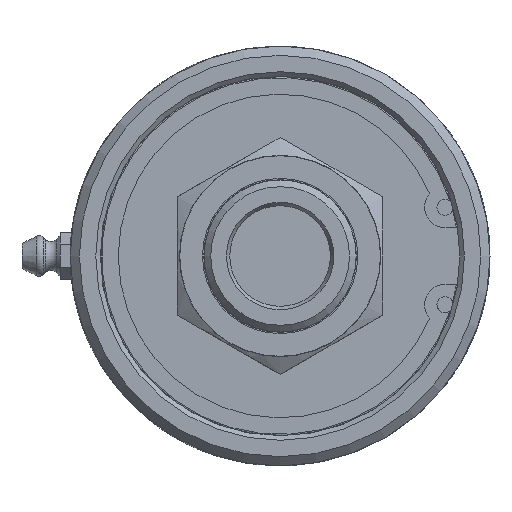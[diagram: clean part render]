
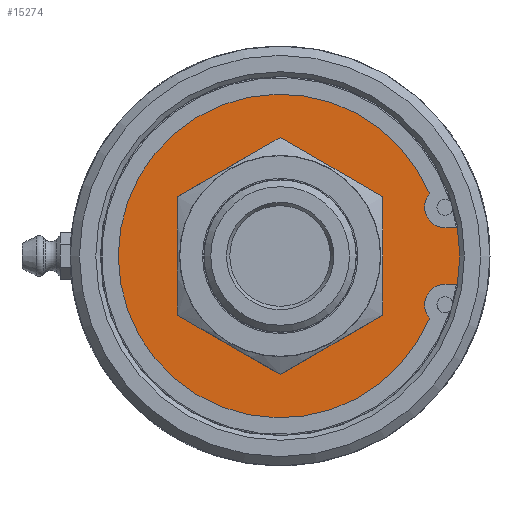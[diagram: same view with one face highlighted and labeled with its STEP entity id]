
A CAD part, left-side view. The second image highlights one B-rep face of the part: STEP entity #15274.
In plain terms, the highlighted planar face has unit normal (-1, 0, 0).
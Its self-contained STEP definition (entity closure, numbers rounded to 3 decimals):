
#169=FACE_BOUND('',#4828,.T.);
#1705=LINE('',#24966,#2720);
#1706=LINE('',#24974,#2721);
#2720=VECTOR('',#17938,10.);
#2721=VECTOR('',#17945,10.);
#3863=FACE_OUTER_BOUND('',#4827,.T.);
#4827=EDGE_LOOP('',(#11111,#11112,#11113,#11114,#11115,#11116));
#4828=EDGE_LOOP('',(#11117));
#5882=CIRCLE('',#16377,17.5);
#5902=CIRCLE('',#16419,3.556);
#5903=CIRCLE('',#16420,28.142);
#5904=CIRCLE('',#16421,3.556);
#5905=CIRCLE('',#16422,33.45);
#6857=VERTEX_POINT('',#24830);
#6890=VERTEX_POINT('',#24964);
#6891=VERTEX_POINT('',#24965);
#6892=VERTEX_POINT('',#24967);
#6893=VERTEX_POINT('',#24969);
#6894=VERTEX_POINT('',#24971);
#6895=VERTEX_POINT('',#24973);
#8493=EDGE_CURVE('',#6857,#6857,#5882,.T.);
#8544=EDGE_CURVE('',#6890,#6891,#1705,.T.);
#8545=EDGE_CURVE('',#6891,#6892,#5902,.T.);
#8546=EDGE_CURVE('',#6892,#6893,#5903,.T.);
#8547=EDGE_CURVE('',#6893,#6894,#5904,.T.);
#8548=EDGE_CURVE('',#6894,#6895,#1706,.T.);
#8549=EDGE_CURVE('',#6895,#6890,#5905,.T.);
#11111=ORIENTED_EDGE('',*,*,#8544,.T.);
#11112=ORIENTED_EDGE('',*,*,#8545,.T.);
#11113=ORIENTED_EDGE('',*,*,#8546,.T.);
#11114=ORIENTED_EDGE('',*,*,#8547,.T.);
#11115=ORIENTED_EDGE('',*,*,#8548,.T.);
#11116=ORIENTED_EDGE('',*,*,#8549,.T.);
#11117=ORIENTED_EDGE('',*,*,#8493,.T.);
#14849=PLANE('',#16418);
#15274=ADVANCED_FACE('',(#3863,#169),#14849,.F.);
#16377=AXIS2_PLACEMENT_3D('',#24831,#17837,#17838);
#16418=AXIS2_PLACEMENT_3D('',#24963,#17936,#17937);
#16419=AXIS2_PLACEMENT_3D('',#24968,#17939,#17940);
#16420=AXIS2_PLACEMENT_3D('',#24970,#17941,#17942);
#16421=AXIS2_PLACEMENT_3D('',#24972,#17943,#17944);
#16422=AXIS2_PLACEMENT_3D('',#24975,#17946,#17947);
#17837=DIRECTION('center_axis',(1.,0.,0.));
#17838=DIRECTION('ref_axis',(0.,1.,0.));
#17936=DIRECTION('center_axis',(1.,0.,0.));
#17937=DIRECTION('ref_axis',(0.,0.,-1.));
#17938=DIRECTION('',(0.,1.,0.));
#17939=DIRECTION('center_axis',(1.,0.,0.));
#17940=DIRECTION('ref_axis',(0.,0.754,0.657));
#17941=DIRECTION('center_axis',(-1.,0.,0.));
#17942=DIRECTION('ref_axis',(0.,0.924,-0.384));
#17943=DIRECTION('center_axis',(1.,0.,0.));
#17944=DIRECTION('ref_axis',(0.,0.,1.));
#17945=DIRECTION('',(0.,-1.,0.));
#17946=DIRECTION('center_axis',(-1.,0.,0.));
#17947=DIRECTION('ref_axis',(0.,1.,0.));
#24830=CARTESIAN_POINT('',(4.775,-17.5,0.));
#24831=CARTESIAN_POINT('Origin',(4.775,0.,0.));
#24963=CARTESIAN_POINT('Origin',(4.775,24.275,0.));
#24964=CARTESIAN_POINT('',(4.775,-33.089,4.902));
#24965=CARTESIAN_POINT('',(4.775,-28.672,4.902));
#24966=CARTESIAN_POINT('',(4.775,-2.199,4.902));
#24967=CARTESIAN_POINT('',(4.775,-25.99,10.793));
#24968=CARTESIAN_POINT('Origin',(4.775,-28.672,8.458));
#24969=CARTESIAN_POINT('',(4.775,-25.99,-10.793));
#24970=CARTESIAN_POINT('Origin',(4.775,0.,0.));
#24971=CARTESIAN_POINT('',(4.775,-28.672,-4.902));
#24972=CARTESIAN_POINT('Origin',(4.775,-28.672,-8.458));
#24973=CARTESIAN_POINT('',(4.775,-33.089,-4.902));
#24974=CARTESIAN_POINT('',(4.775,-4.407,-4.902));
#24975=CARTESIAN_POINT('Origin',(4.775,0.,0.));
